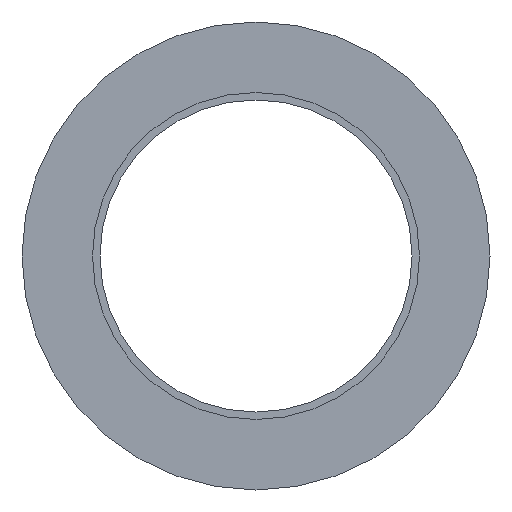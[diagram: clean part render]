
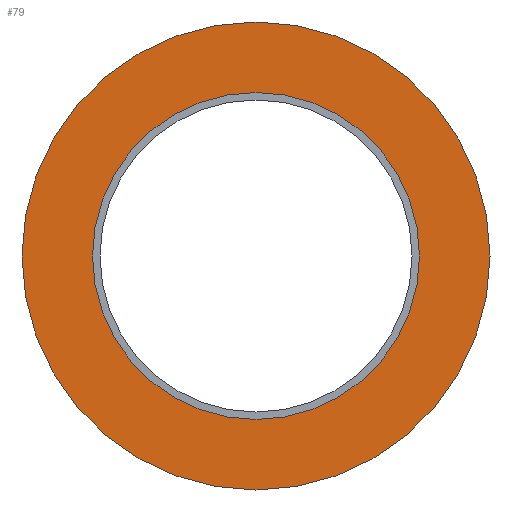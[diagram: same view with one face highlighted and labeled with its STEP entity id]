
A CAD part, left-side view. The second image highlights one B-rep face of the part: STEP entity #79.
In plain terms, the highlighted planar face has unit normal (-1, 0, 0).
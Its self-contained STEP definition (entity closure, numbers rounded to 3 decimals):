
#8 = PLANE ( 'NONE',  #221 ) ;
#12 = DIRECTION ( 'NONE',  ( 0., 0., 1. ) ) ;
#21 = DIRECTION ( 'NONE',  ( -1., 0., 0. ) ) ;
#34 = DIRECTION ( 'NONE',  ( -1., 0., 0. ) ) ;
#38 = DIRECTION ( 'NONE',  ( -1., 0., 0. ) ) ;
#44 = DIRECTION ( 'NONE',  ( -1., 0., 0. ) ) ;
#62 = EDGE_CURVE ( 'NONE', #266, #111, #205, .T. ) ;
#70 = ORIENTED_EDGE ( 'NONE', *, *, #332, .T. ) ;
#73 = AXIS2_PLACEMENT_3D ( 'NONE', #320, #44, #194 ) ;
#79 = ADVANCED_FACE ( 'NONE', ( #276, #267 ), #8, .F. ) ;
#105 = DIRECTION ( 'NONE',  ( 1., 0., 0. ) ) ;
#111 = VERTEX_POINT ( 'NONE', #146 ) ;
#113 = ORIENTED_EDGE ( 'NONE', *, *, #62, .F. ) ;
#124 = EDGE_LOOP ( 'NONE', ( #175, #113 ) ) ;
#139 = VERTEX_POINT ( 'NONE', #238 ) ;
#141 = CIRCLE ( 'NONE', #180, 37.5 ) ;
#146 = CARTESIAN_POINT ( 'NONE',  ( 0., 0., 26.2 ) ) ;
#154 = EDGE_CURVE ( 'NONE', #139, #318, #255, .T. ) ;
#175 = ORIENTED_EDGE ( 'NONE', *, *, #379, .F. ) ;
#180 = AXIS2_PLACEMENT_3D ( 'NONE', #252, #38, #222 ) ;
#194 = DIRECTION ( 'NONE',  ( 0., 0., 1. ) ) ;
#205 = CIRCLE ( 'NONE', #73, 26.2 ) ;
#219 = DIRECTION ( 'NONE',  ( 0., 0., 1. ) ) ;
#221 = AXIS2_PLACEMENT_3D ( 'NONE', #224, #105, #291 ) ;
#222 = DIRECTION ( 'NONE',  ( 0., 0., 1. ) ) ;
#224 = CARTESIAN_POINT ( 'NONE',  ( 0., 0., -26.2 ) ) ;
#238 = CARTESIAN_POINT ( 'NONE',  ( 0., 0., -37.5 ) ) ;
#239 = CARTESIAN_POINT ( 'NONE',  ( 0., 0., 0. ) ) ;
#248 = CARTESIAN_POINT ( 'NONE',  ( 0., 0., 0. ) ) ;
#252 = CARTESIAN_POINT ( 'NONE',  ( 0., 0., 0. ) ) ;
#255 = CIRCLE ( 'NONE', #281, 37.5 ) ;
#263 = AXIS2_PLACEMENT_3D ( 'NONE', #248, #34, #219 ) ;
#266 = VERTEX_POINT ( 'NONE', #317 ) ;
#267 = FACE_OUTER_BOUND ( 'NONE', #372, .T. ) ;
#276 = FACE_BOUND ( 'NONE', #124, .T. ) ;
#280 = CARTESIAN_POINT ( 'NONE',  ( 0., 0., 37.5 ) ) ;
#281 = AXIS2_PLACEMENT_3D ( 'NONE', #239, #21, #12 ) ;
#287 = CIRCLE ( 'NONE', #263, 26.2 ) ;
#291 = DIRECTION ( 'NONE',  ( 0., 0., -1. ) ) ;
#317 = CARTESIAN_POINT ( 'NONE',  ( 0., 0., -26.2 ) ) ;
#318 = VERTEX_POINT ( 'NONE', #280 ) ;
#320 = CARTESIAN_POINT ( 'NONE',  ( 0., 0., 0. ) ) ;
#332 = EDGE_CURVE ( 'NONE', #318, #139, #141, .T. ) ;
#358 = ORIENTED_EDGE ( 'NONE', *, *, #154, .T. ) ;
#372 = EDGE_LOOP ( 'NONE', ( #70, #358 ) ) ;
#379 = EDGE_CURVE ( 'NONE', #111, #266, #287, .T. ) ;
